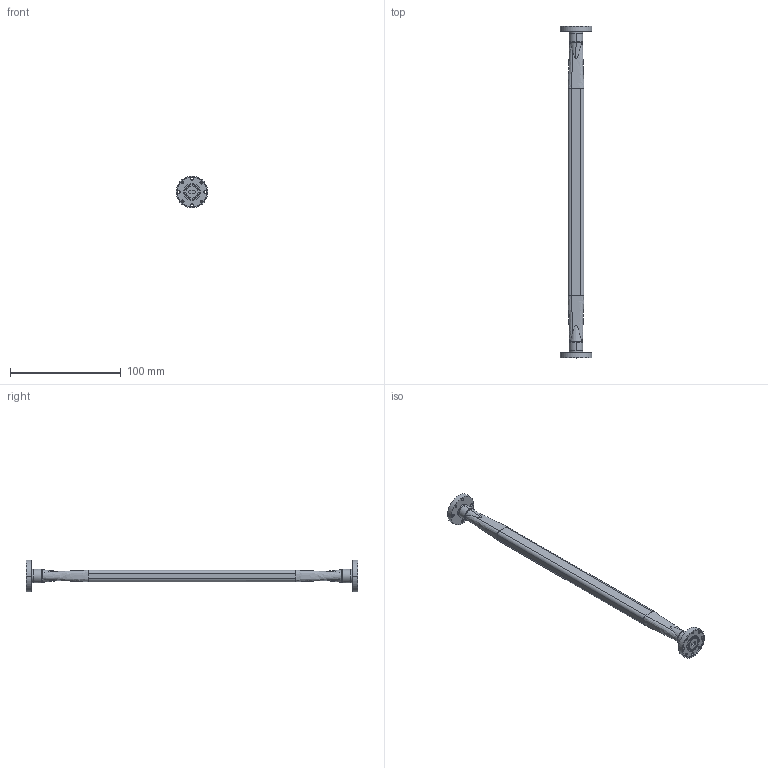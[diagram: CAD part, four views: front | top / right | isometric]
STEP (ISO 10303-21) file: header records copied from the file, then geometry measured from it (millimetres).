
FILE_DESCRIPTION (( 'STEP AP203' ), '1' );
FILE_NAME ('SWG-22118-FB-FT-A-G.STEP', '2018-05-30T23:42:20', ( '' ), ( '' ), 'SwSTEP 2.0', 'SolidWorks 2016', '' );
FILE_SCHEMA (( 'CONFIG_CONTROL_DESIGN' ));
Length unit declared in the file: inch
Products named in the file (2): SWG-22118-FB-FT-A-G
Bounding box: 28.58 x 300 x 28.58 mm (x, y, z)
Volume: 42750 mm3; surface area: 16165.7 mm2
Topology: 1 solids, 1 shells, 148 faces, 357 edges, 229 vertices
Faces by surface type: cylinder 72, plane 32, bspline 22, cone 22
Entity records: 6218 total; most frequent: CARTESIAN_POINT 2571, DIRECTION 738, ORIENTED_EDGE 714, EDGE_CURVE 357, AXIS2_PLACEMENT_3D 305, VERTEX_POINT 229, EDGE_LOOP 190, CIRCLE 177
